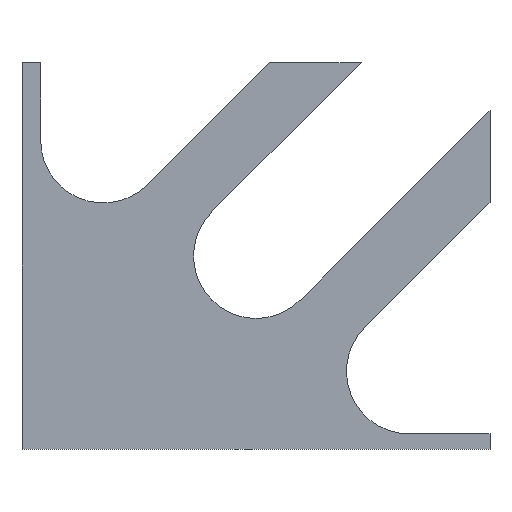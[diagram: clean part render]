
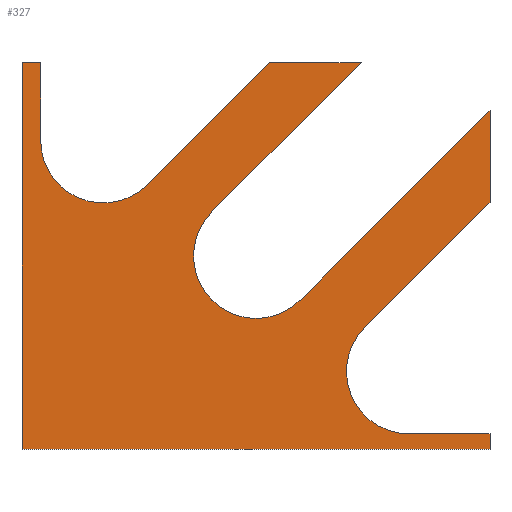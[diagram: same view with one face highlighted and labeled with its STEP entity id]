
A CAD part, top view. The second image highlights one B-rep face of the part: STEP entity #327.
In plain terms, the highlighted planar face has unit normal (0, 0, 1).
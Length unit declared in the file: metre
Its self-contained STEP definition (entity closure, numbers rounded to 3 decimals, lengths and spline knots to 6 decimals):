
#24=PLANE('',#363);
#30=LINE('',#467,#69);
#33=LINE('',#473,#72);
#36=LINE('',#479,#75);
#39=LINE('',#485,#78);
#42=LINE('',#491,#81);
#45=LINE('',#497,#84);
#49=LINE('',#509,#88);
#52=LINE('',#515,#91);
#55=LINE('',#521,#94);
#59=LINE('',#533,#98);
#62=LINE('',#539,#101);
#64=LINE('',#542,#103);
#69=VECTOR('',#379,1.);
#72=VECTOR('',#384,1.);
#75=VECTOR('',#389,1.);
#78=VECTOR('',#394,1.);
#81=VECTOR('',#399,1.);
#84=VECTOR('',#404,1.);
#88=VECTOR('',#416,1.);
#91=VECTOR('',#421,1.);
#94=VECTOR('',#426,1.);
#98=VECTOR('',#438,1.);
#101=VECTOR('',#443,1.);
#103=VECTOR('',#447,1.);
#164=ORIENTED_EDGE('',*,*,#196,.F.);
#165=ORIENTED_EDGE('',*,*,#200,.T.);
#166=ORIENTED_EDGE('',*,*,#203,.T.);
#167=ORIENTED_EDGE('',*,*,#206,.F.);
#168=ORIENTED_EDGE('',*,*,#209,.F.);
#169=ORIENTED_EDGE('',*,*,#212,.T.);
#170=ORIENTED_EDGE('',*,*,#215,.F.);
#171=ORIENTED_EDGE('',*,*,#218,.F.);
#172=ORIENTED_EDGE('',*,*,#221,.T.);
#173=ORIENTED_EDGE('',*,*,#224,.T.);
#174=ORIENTED_EDGE('',*,*,#227,.F.);
#175=ORIENTED_EDGE('',*,*,#230,.F.);
#176=ORIENTED_EDGE('',*,*,#233,.T.);
#177=ORIENTED_EDGE('',*,*,#236,.T.);
#178=ORIENTED_EDGE('',*,*,#238,.F.);
#196=EDGE_CURVE('',#241,#242,#270,.T.);
#200=EDGE_CURVE('',#241,#244,#30,.T.);
#203=EDGE_CURVE('',#244,#246,#33,.T.);
#206=EDGE_CURVE('',#248,#246,#36,.T.);
#209=EDGE_CURVE('',#250,#248,#39,.T.);
#212=EDGE_CURVE('',#250,#252,#42,.T.);
#215=EDGE_CURVE('',#254,#252,#45,.T.);
#218=EDGE_CURVE('',#256,#254,#272,.T.);
#221=EDGE_CURVE('',#256,#258,#49,.T.);
#224=EDGE_CURVE('',#258,#260,#52,.T.);
#227=EDGE_CURVE('',#262,#260,#55,.T.);
#230=EDGE_CURVE('',#264,#262,#274,.T.);
#233=EDGE_CURVE('',#264,#266,#59,.T.);
#236=EDGE_CURVE('',#266,#268,#62,.T.);
#238=EDGE_CURVE('',#242,#268,#64,.T.);
#241=VERTEX_POINT('',#458);
#242=VERTEX_POINT('',#460);
#244=VERTEX_POINT('',#466);
#246=VERTEX_POINT('',#472);
#248=VERTEX_POINT('',#478);
#250=VERTEX_POINT('',#484);
#252=VERTEX_POINT('',#490);
#254=VERTEX_POINT('',#496);
#256=VERTEX_POINT('',#502);
#258=VERTEX_POINT('',#508);
#260=VERTEX_POINT('',#514);
#262=VERTEX_POINT('',#520);
#264=VERTEX_POINT('',#526);
#266=VERTEX_POINT('',#532);
#268=VERTEX_POINT('',#538);
#270=CIRCLE('',#344,0.00508);
#272=CIRCLE('',#353,0.00508);
#274=CIRCLE('',#359,0.00508);
#290=EDGE_LOOP('',(#164,#165,#166,#167,#168,#169,#170,#171,#172,#173,#174,
#175,#176,#177,#178));
#307=FACE_BOUND('',#290,.T.);
#327=ADVANCED_FACE('',(#307),#24,.T.);
#344=AXIS2_PLACEMENT_3D('',#459,#372,#373);
#353=AXIS2_PLACEMENT_3D('',#503,#410,#411);
#359=AXIS2_PLACEMENT_3D('',#527,#432,#433);
#363=AXIS2_PLACEMENT_3D('',#543,#448,#449);
#372=DIRECTION('',(0.,0.,1.));
#373=DIRECTION('',(1.,0.,0.));
#379=DIRECTION('',(0.,1.,0.));
#384=DIRECTION('',(-1.,0.,0.));
#389=DIRECTION('',(0.,1.,0.));
#394=DIRECTION('',(-1.,0.,0.));
#399=DIRECTION('',(0.,1.,0.));
#404=DIRECTION('',(1.,0.,0.));
#410=DIRECTION('',(0.,0.,1.));
#411=DIRECTION('',(1.,0.,0.));
#416=DIRECTION('',(0.707,0.707,0.));
#421=DIRECTION('',(0.,1.,0.));
#426=DIRECTION('',(0.707,0.707,0.));
#432=DIRECTION('',(0.,0.,1.));
#433=DIRECTION('',(1.,0.,0.));
#438=DIRECTION('',(0.707,0.707,0.));
#443=DIRECTION('',(-1.,0.,0.));
#447=DIRECTION('',(0.707,0.707,0.));
#448=DIRECTION('',(0.,0.,1.));
#449=DIRECTION('',(1.,0.,0.));
#458=CARTESIAN_POINT('',(-0.017526,0.009398,0.002));
#459=CARTESIAN_POINT('',(-0.012446,0.009398,0.002));
#460=CARTESIAN_POINT('',(-0.008854,0.005806,0.002));
#466=CARTESIAN_POINT('',(-0.017526,0.015748,0.002));
#467=CARTESIAN_POINT('',(-0.017526,0.012573,0.002));
#472=CARTESIAN_POINT('',(-0.01905,0.015748,0.002));
#473=CARTESIAN_POINT('',(-0.018288,0.015748,0.002));
#478=CARTESIAN_POINT('',(-0.01905,-0.015748,0.002));
#479=CARTESIAN_POINT('',(-0.01905,0.,0.002));
#484=CARTESIAN_POINT('',(0.01905,-0.015748,0.002));
#485=CARTESIAN_POINT('',(0.,-0.015748,0.002));
#490=CARTESIAN_POINT('',(0.01905,-0.014478,0.002));
#491=CARTESIAN_POINT('',(0.01905,-0.015113,0.002));
#496=CARTESIAN_POINT('',(0.012446,-0.014478,0.002));
#497=CARTESIAN_POINT('',(0.015748,-0.014478,0.002));
#502=CARTESIAN_POINT('',(0.008854,-0.005806,0.002));
#503=CARTESIAN_POINT('',(0.012446,-0.009398,0.002));
#508=CARTESIAN_POINT('',(0.01905,0.00439,0.002));
#509=CARTESIAN_POINT('',(0.013952,-0.000708,0.002));
#514=CARTESIAN_POINT('',(0.01905,0.011866,0.002));
#515=CARTESIAN_POINT('',(0.01905,0.008128,0.002));
#520=CARTESIAN_POINT('',(0.003592,-0.003592,0.002));
#521=CARTESIAN_POINT('',(0.011321,0.004137,0.002));
#526=CARTESIAN_POINT('',(-0.003592,0.003592,0.002));
#527=CARTESIAN_POINT('',(0.,0.,0.002));
#532=CARTESIAN_POINT('',(0.008564,0.015748,0.002));
#533=CARTESIAN_POINT('',(0.002486,0.00967,0.002));
#538=CARTESIAN_POINT('',(0.001088,0.015748,0.002));
#539=CARTESIAN_POINT('',(0.004826,0.015748,0.002));
#542=CARTESIAN_POINT('',(-0.003883,0.010777,0.002));
#543=CARTESIAN_POINT('',(0.,0.,0.002));
